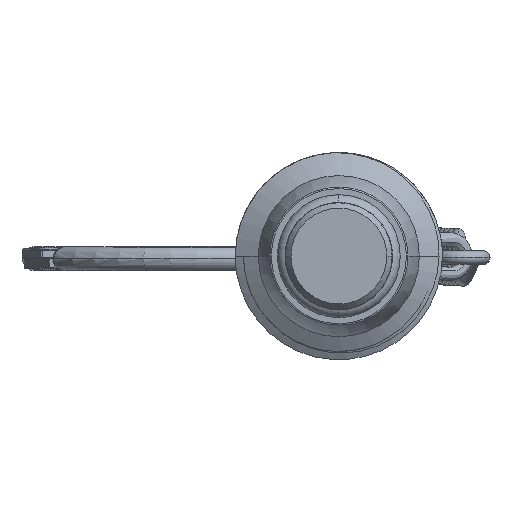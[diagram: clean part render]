
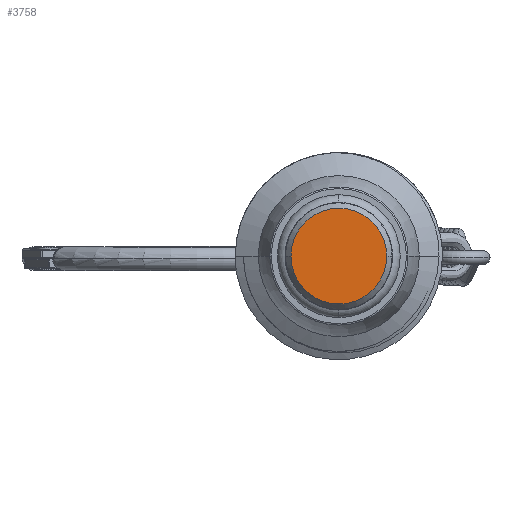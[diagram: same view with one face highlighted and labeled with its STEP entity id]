
A CAD part, left-side view. The second image highlights one B-rep face of the part: STEP entity #3758.
In plain terms, the highlighted planar face has unit normal (-1, 0, 0).
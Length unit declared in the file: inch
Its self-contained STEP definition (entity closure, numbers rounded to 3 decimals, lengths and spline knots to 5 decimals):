
#1306 = CARTESIAN_POINT ( 'NONE',  ( -1.0025, -0.22123, 0. ) ) ;
#1430 = CIRCLE ( 'NONE', #3297, 0.22123 ) ;
#2329 = VERTEX_POINT ( 'NONE', #9017 ) ;
#2955 = EDGE_CURVE ( 'NONE', #3502, #2329, #6034, .T. ) ;
#3297 = AXIS2_PLACEMENT_3D ( 'NONE', #7222, #3556, #7865 ) ;
#3502 = VERTEX_POINT ( 'NONE', #1306 ) ;
#3556 = DIRECTION ( 'NONE',  ( 1., 0., 0. ) ) ;
#3627 = ORIENTED_EDGE ( 'NONE', *, *, #2955, .F. ) ;
#3758 = ADVANCED_FACE ( 'NONE', ( #7140 ), #8386, .T. ) ;
#4532 = EDGE_CURVE ( 'NONE', #2329, #3502, #1430, .T. ) ;
#5424 = DIRECTION ( 'NONE',  ( -1., 0., 0. ) ) ;
#5947 = AXIS2_PLACEMENT_3D ( 'NONE', #6860, #7524, #9038 ) ;
#6034 = CIRCLE ( 'NONE', #5947, 0.22123 ) ;
#6355 = ORIENTED_EDGE ( 'NONE', *, *, #4532, .F. ) ;
#6860 = CARTESIAN_POINT ( 'NONE',  ( -1.0025, 0., 0. ) ) ;
#6941 = CARTESIAN_POINT ( 'NONE',  ( -1.0025, 0., 0. ) ) ;
#7140 = FACE_OUTER_BOUND ( 'NONE', #8377, .T. ) ;
#7222 = CARTESIAN_POINT ( 'NONE',  ( -1.0025, 0., 0. ) ) ;
#7524 = DIRECTION ( 'NONE',  ( 1., 0., 0. ) ) ;
#7865 = DIRECTION ( 'NONE',  ( 0., 1., 0. ) ) ;
#8377 = EDGE_LOOP ( 'NONE', ( #6355, #3627 ) ) ;
#8386 = PLANE ( 'NONE',  #9177 ) ;
#9017 = CARTESIAN_POINT ( 'NONE',  ( -1.0025, 0.22123, 0. ) ) ;
#9038 = DIRECTION ( 'NONE',  ( 0., 1., 0. ) ) ;
#9082 = DIRECTION ( 'NONE',  ( 0., -1., 0. ) ) ;
#9177 = AXIS2_PLACEMENT_3D ( 'NONE', #6941, #5424, #9082 ) ;
